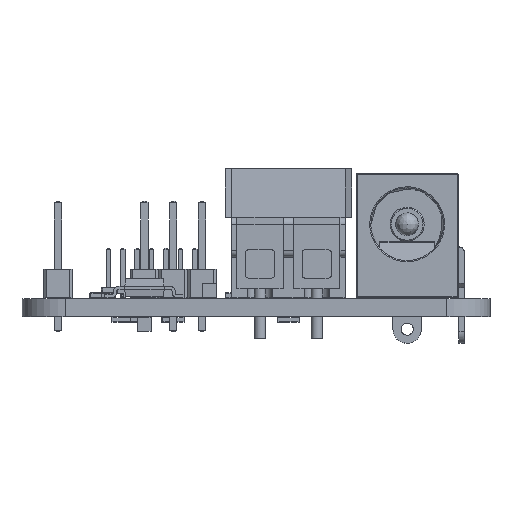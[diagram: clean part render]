
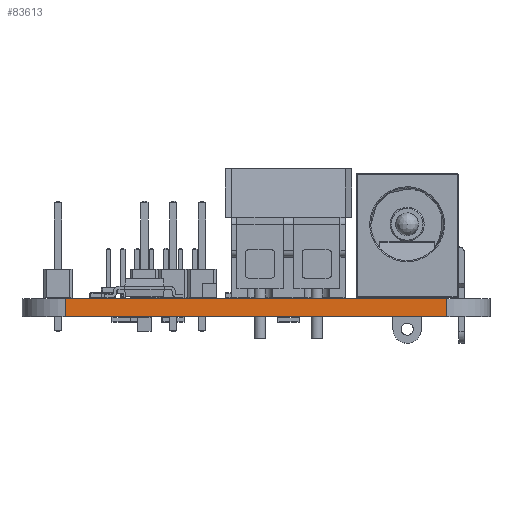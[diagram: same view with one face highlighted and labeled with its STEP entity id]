
A CAD part, left-side view. The second image highlights one B-rep face of the part: STEP entity #83613.
In plain terms, the highlighted planar face has unit normal (-1, 0, 0).
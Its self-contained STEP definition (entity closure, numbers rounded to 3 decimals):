
#81286 = CYLINDRICAL_SURFACE('',#81287,3.81);
#81287 = AXIS2_PLACEMENT_3D('',#81288,#81289,#81290);
#81288 = CARTESIAN_POINT('',(3.81,-3.81,0.));
#81289 = DIRECTION('',(-0.,-0.,-1.));
#81290 = DIRECTION('',(1.,0.,-0.));
#81314 = PLANE('',#81315);
#81315 = AXIS2_PLACEMENT_3D('',#81316,#81317,#81318);
#81316 = CARTESIAN_POINT('',(19.368,-20.638,1.6));
#81317 = DIRECTION('',(-0.,-0.,-1.));
#81318 = DIRECTION('',(-1.,0.,0.));
#81368 = PLANE('',#81369);
#81369 = AXIS2_PLACEMENT_3D('',#81370,#81371,#81372);
#81370 = CARTESIAN_POINT('',(19.368,-20.638,0.));
#81371 = DIRECTION('',(-0.,-0.,-1.));
#81372 = DIRECTION('',(-1.,0.,0.));
#81385 = VERTEX_POINT('',#81386);
#81386 = CARTESIAN_POINT('',(0.,-3.81,1.6));
#81412 = EDGE_CURVE('',#81413,#81385,#81415,.T.);
#81413 = VERTEX_POINT('',#81414);
#81414 = CARTESIAN_POINT('',(0.,-3.81,0.));
#81415 = SURFACE_CURVE('',#81416,(#81420,#81427),.PCURVE_S1.);
#81416 = LINE('',#81417,#81418);
#81417 = CARTESIAN_POINT('',(0.,-3.81,0.));
#81418 = VECTOR('',#81419,1.);
#81419 = DIRECTION('',(0.,0.,1.));
#81420 = PCURVE('',#81286,#81421);
#81421 = DEFINITIONAL_REPRESENTATION('',(#81422),#81426);
#81422 = LINE('',#81423,#81424);
#81423 = CARTESIAN_POINT('',(-3.142,0.));
#81424 = VECTOR('',#81425,1.);
#81425 = DIRECTION('',(-0.,-1.));
#81426 = ( GEOMETRIC_REPRESENTATION_CONTEXT(2) 
PARAMETRIC_REPRESENTATION_CONTEXT() REPRESENTATION_CONTEXT('2D SPACE',''
  ) );
#81427 = PCURVE('',#81428,#81433);
#81428 = PLANE('',#81429);
#81429 = AXIS2_PLACEMENT_3D('',#81430,#81431,#81432);
#81430 = CARTESIAN_POINT('',(0.,-37.465,0.));
#81431 = DIRECTION('',(-1.,0.,0.));
#81432 = DIRECTION('',(0.,1.,0.));
#81433 = DEFINITIONAL_REPRESENTATION('',(#81434),#81438);
#81434 = LINE('',#81435,#81436);
#81435 = CARTESIAN_POINT('',(33.655,0.));
#81436 = VECTOR('',#81437,1.);
#81437 = DIRECTION('',(0.,-1.));
#81438 = ( GEOMETRIC_REPRESENTATION_CONTEXT(2) 
PARAMETRIC_REPRESENTATION_CONTEXT() REPRESENTATION_CONTEXT('2D SPACE',''
  ) );
#81642 = VERTEX_POINT('',#81643);
#81643 = CARTESIAN_POINT('',(0.,-37.465,0.));
#81662 = CYLINDRICAL_SURFACE('',#81663,3.81);
#81663 = AXIS2_PLACEMENT_3D('',#81664,#81665,#81666);
#81664 = CARTESIAN_POINT('',(3.81,-37.465,0.));
#81665 = DIRECTION('',(-0.,-0.,-1.));
#81666 = DIRECTION('',(1.,0.,-0.));
#81674 = EDGE_CURVE('',#81642,#81413,#81675,.T.);
#81675 = SURFACE_CURVE('',#81676,(#81680,#81687),.PCURVE_S1.);
#81676 = LINE('',#81677,#81678);
#81677 = CARTESIAN_POINT('',(0.,-37.465,0.));
#81678 = VECTOR('',#81679,1.);
#81679 = DIRECTION('',(0.,1.,0.));
#81680 = PCURVE('',#81368,#81681);
#81681 = DEFINITIONAL_REPRESENTATION('',(#81682),#81686);
#81682 = LINE('',#81683,#81684);
#81683 = CARTESIAN_POINT('',(19.368,-16.828));
#81684 = VECTOR('',#81685,1.);
#81685 = DIRECTION('',(0.,1.));
#81686 = ( GEOMETRIC_REPRESENTATION_CONTEXT(2) 
PARAMETRIC_REPRESENTATION_CONTEXT() REPRESENTATION_CONTEXT('2D SPACE',''
  ) );
#81687 = PCURVE('',#81428,#81688);
#81688 = DEFINITIONAL_REPRESENTATION('',(#81689),#81693);
#81689 = LINE('',#81690,#81691);
#81690 = CARTESIAN_POINT('',(0.,0.));
#81691 = VECTOR('',#81692,1.);
#81692 = DIRECTION('',(1.,0.));
#81693 = ( GEOMETRIC_REPRESENTATION_CONTEXT(2) 
PARAMETRIC_REPRESENTATION_CONTEXT() REPRESENTATION_CONTEXT('2D SPACE',''
  ) );
#82743 = VERTEX_POINT('',#82744);
#82744 = CARTESIAN_POINT('',(0.,-37.465,1.6));
#82770 = EDGE_CURVE('',#82743,#81385,#82771,.T.);
#82771 = SURFACE_CURVE('',#82772,(#82776,#82783),.PCURVE_S1.);
#82772 = LINE('',#82773,#82774);
#82773 = CARTESIAN_POINT('',(0.,-37.465,1.6));
#82774 = VECTOR('',#82775,1.);
#82775 = DIRECTION('',(0.,1.,0.));
#82776 = PCURVE('',#81314,#82777);
#82777 = DEFINITIONAL_REPRESENTATION('',(#82778),#82782);
#82778 = LINE('',#82779,#82780);
#82779 = CARTESIAN_POINT('',(19.368,-16.828));
#82780 = VECTOR('',#82781,1.);
#82781 = DIRECTION('',(0.,1.));
#82782 = ( GEOMETRIC_REPRESENTATION_CONTEXT(2) 
PARAMETRIC_REPRESENTATION_CONTEXT() REPRESENTATION_CONTEXT('2D SPACE',''
  ) );
#82783 = PCURVE('',#81428,#82784);
#82784 = DEFINITIONAL_REPRESENTATION('',(#82785),#82789);
#82785 = LINE('',#82786,#82787);
#82786 = CARTESIAN_POINT('',(0.,-1.6));
#82787 = VECTOR('',#82788,1.);
#82788 = DIRECTION('',(1.,0.));
#82789 = ( GEOMETRIC_REPRESENTATION_CONTEXT(2) 
PARAMETRIC_REPRESENTATION_CONTEXT() REPRESENTATION_CONTEXT('2D SPACE',''
  ) );
#83613 = ADVANCED_FACE('',(#83614),#81428,.T.);
#83614 = FACE_BOUND('',#83615,.T.);
#83615 = EDGE_LOOP('',(#83616,#83637,#83638,#83639));
#83616 = ORIENTED_EDGE('',*,*,#83617,.T.);
#83617 = EDGE_CURVE('',#81642,#82743,#83618,.T.);
#83618 = SURFACE_CURVE('',#83619,(#83623,#83630),.PCURVE_S1.);
#83619 = LINE('',#83620,#83621);
#83620 = CARTESIAN_POINT('',(0.,-37.465,0.));
#83621 = VECTOR('',#83622,1.);
#83622 = DIRECTION('',(0.,0.,1.));
#83623 = PCURVE('',#81428,#83624);
#83624 = DEFINITIONAL_REPRESENTATION('',(#83625),#83629);
#83625 = LINE('',#83626,#83627);
#83626 = CARTESIAN_POINT('',(0.,0.));
#83627 = VECTOR('',#83628,1.);
#83628 = DIRECTION('',(0.,-1.));
#83629 = ( GEOMETRIC_REPRESENTATION_CONTEXT(2) 
PARAMETRIC_REPRESENTATION_CONTEXT() REPRESENTATION_CONTEXT('2D SPACE',''
  ) );
#83630 = PCURVE('',#81662,#83631);
#83631 = DEFINITIONAL_REPRESENTATION('',(#83632),#83636);
#83632 = LINE('',#83633,#83634);
#83633 = CARTESIAN_POINT('',(-3.142,0.));
#83634 = VECTOR('',#83635,1.);
#83635 = DIRECTION('',(-0.,-1.));
#83636 = ( GEOMETRIC_REPRESENTATION_CONTEXT(2) 
PARAMETRIC_REPRESENTATION_CONTEXT() REPRESENTATION_CONTEXT('2D SPACE',''
  ) );
#83637 = ORIENTED_EDGE('',*,*,#82770,.T.);
#83638 = ORIENTED_EDGE('',*,*,#81412,.F.);
#83639 = ORIENTED_EDGE('',*,*,#81674,.F.);
